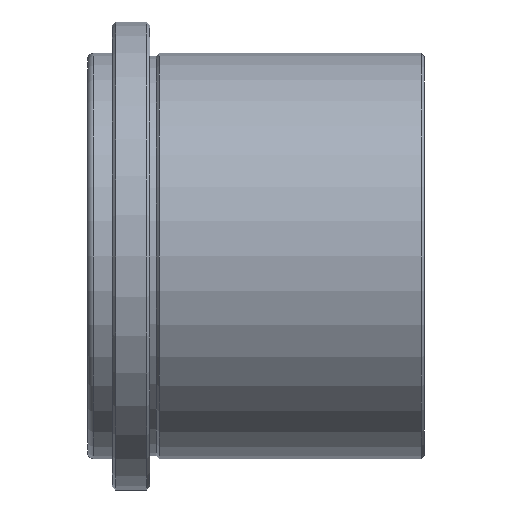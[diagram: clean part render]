
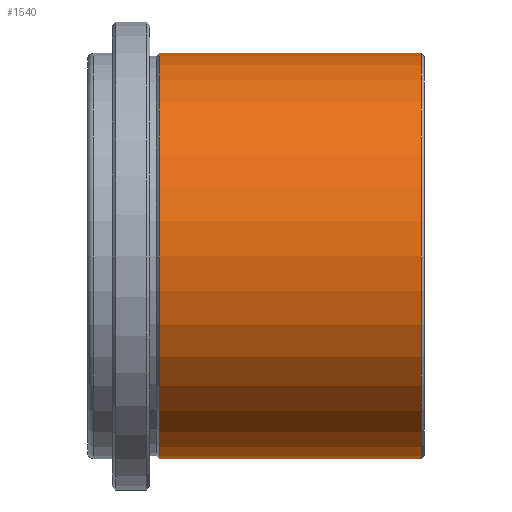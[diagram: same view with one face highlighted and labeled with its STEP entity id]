
A CAD part, left-side view. The second image highlights one B-rep face of the part: STEP entity #1540.
In plain terms, the highlighted cylindrical face has radius 32.5 mm (diameter 65 mm), a partial arc.
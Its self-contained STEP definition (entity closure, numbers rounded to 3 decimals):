
#84 = DIRECTION ( 'NONE',  ( 0., -1., 0. ) ) ;
#126 = AXIS2_PLACEMENT_3D ( 'NONE', #1533, #84, #1871 ) ;
#158 = CARTESIAN_POINT ( 'NONE',  ( 0., -41.287, 32.5 ) ) ;
#176 = EDGE_CURVE ( 'NONE', #367, #1416, #454, .T. ) ;
#224 = DIRECTION ( 'NONE',  ( 0., 0., -1. ) ) ;
#232 = VECTOR ( 'NONE', #647, 1000. ) ;
#290 = DIRECTION ( 'NONE',  ( 0., -1., 0. ) ) ;
#334 = FACE_OUTER_BOUND ( 'NONE', #755, .T. ) ;
#365 = AXIS2_PLACEMENT_3D ( 'NONE', #1927, #290, #1011 ) ;
#367 = VERTEX_POINT ( 'NONE', #1570 ) ;
#395 = CARTESIAN_POINT ( 'NONE',  ( 0., 0.713, -32.5 ) ) ;
#454 = CIRCLE ( 'NONE', #1374, 32.5 ) ;
#471 = ORIENTED_EDGE ( 'NONE', *, *, #2051, .T. ) ;
#607 = ORIENTED_EDGE ( 'NONE', *, *, #1376, .F. ) ;
#647 = DIRECTION ( 'NONE',  ( 0., -1., 0. ) ) ;
#656 = CARTESIAN_POINT ( 'NONE',  ( 0., 0., 32.5 ) ) ;
#703 = LINE ( 'NONE', #2101, #232 ) ;
#726 = EDGE_CURVE ( 'NONE', #1751, #1059, #788, .T. ) ;
#755 = EDGE_LOOP ( 'NONE', ( #607, #1134, #471, #1469 ) ) ;
#788 = CIRCLE ( 'NONE', #126, 32.5 ) ;
#809 = VECTOR ( 'NONE', #1072, 1000. ) ;
#908 = LINE ( 'NONE', #656, #809 ) ;
#1011 = DIRECTION ( 'NONE',  ( 0., 0., -1. ) ) ;
#1027 = CYLINDRICAL_SURFACE ( 'NONE', #365, 32.5 ) ;
#1059 = VERTEX_POINT ( 'NONE', #2046 ) ;
#1072 = DIRECTION ( 'NONE',  ( 0., -1., 0. ) ) ;
#1099 = DIRECTION ( 'NONE',  ( 0., -1., 0. ) ) ;
#1134 = ORIENTED_EDGE ( 'NONE', *, *, #176, .T. ) ;
#1374 = AXIS2_PLACEMENT_3D ( 'NONE', #1905, #1099, #224 ) ;
#1376 = EDGE_CURVE ( 'NONE', #367, #1751, #908, .T. ) ;
#1416 = VERTEX_POINT ( 'NONE', #395 ) ;
#1469 = ORIENTED_EDGE ( 'NONE', *, *, #726, .F. ) ;
#1533 = CARTESIAN_POINT ( 'NONE',  ( 0., -41.287, 0. ) ) ;
#1540 = ADVANCED_FACE ( 'NONE', ( #334 ), #1027, .T. ) ;
#1570 = CARTESIAN_POINT ( 'NONE',  ( 0., 0.713, 32.5 ) ) ;
#1751 = VERTEX_POINT ( 'NONE', #158 ) ;
#1871 = DIRECTION ( 'NONE',  ( 0., 0., -1. ) ) ;
#1905 = CARTESIAN_POINT ( 'NONE',  ( 0., 0.713, 0. ) ) ;
#1927 = CARTESIAN_POINT ( 'NONE',  ( 0., 0., 0. ) ) ;
#2046 = CARTESIAN_POINT ( 'NONE',  ( 0., -41.287, -32.5 ) ) ;
#2051 = EDGE_CURVE ( 'NONE', #1416, #1059, #703, .T. ) ;
#2101 = CARTESIAN_POINT ( 'NONE',  ( 0., 0., -32.5 ) ) ;
